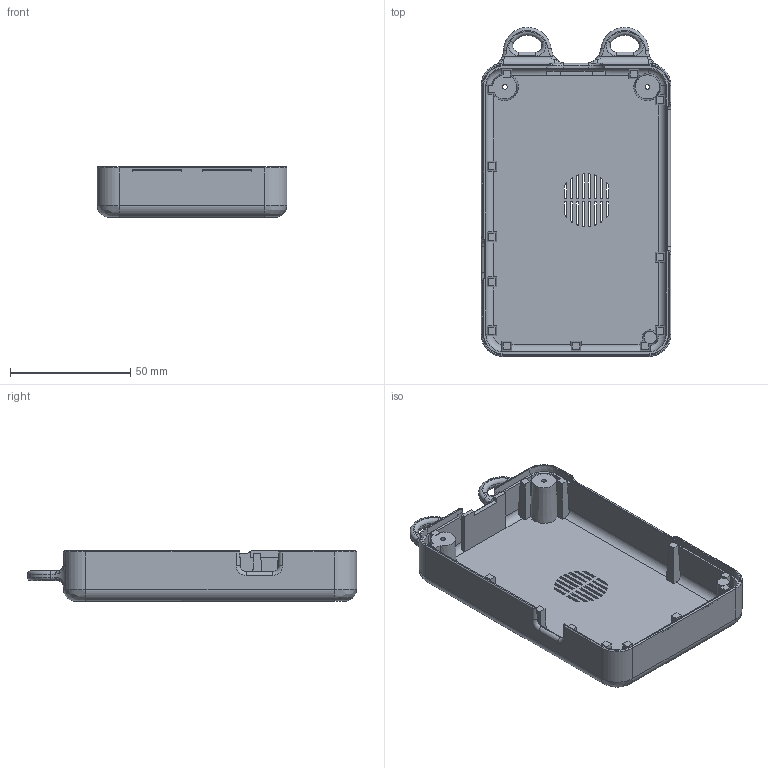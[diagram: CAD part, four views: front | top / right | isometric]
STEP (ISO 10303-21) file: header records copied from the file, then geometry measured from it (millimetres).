
FILE_DESCRIPTION(/* description */ (''),/* implementation_level */ '2;1');
FILE_NAME(/* name */ 'Back - Supercon 2023 Badge Enclosure - Basic v4.step',/* time_stamp */ '2023-10-24T04:49:23-07:00',/* author */ (''),/* organization */ (''),/* preprocessor_version */ 'ST-DEVELOPER v20',/* originating_system */ 'Autodesk Translation Framework v12.14.0.127',/* authorisation */ '');
FILE_SCHEMA (('AUTOMOTIVE_DESIGN { 1 0 10303 214 3 1 1 }'));
Length unit declared in the file: millimetre
Products named in the file (1): Supercon 2023 Badge Enclosure - Basic
Bounding box: 79 x 136.99 x 21 mm (x, y, z)
Volume: 37725.2 mm3; surface area: 39036.4 mm2
Topology: 1 solids, 1 shells, 352 faces, 951 edges, 594 vertices
Faces by surface type: plane 186, cylinder 72, torus 46, bspline 32, cone 16
Entity records: 12199 total; most frequent: CARTESIAN_POINT 3369, ORIENTED_EDGE 1882, DIRECTION 1785, EDGE_CURVE 941, AXIS2_PLACEMENT_3D 626, VERTEX_POINT 594, LINE 533, VECTOR 533
